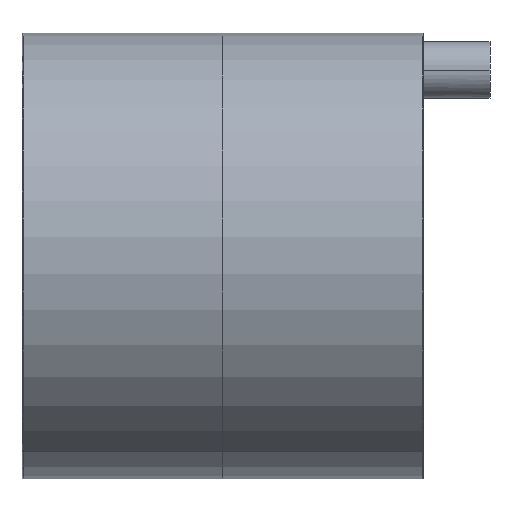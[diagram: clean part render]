
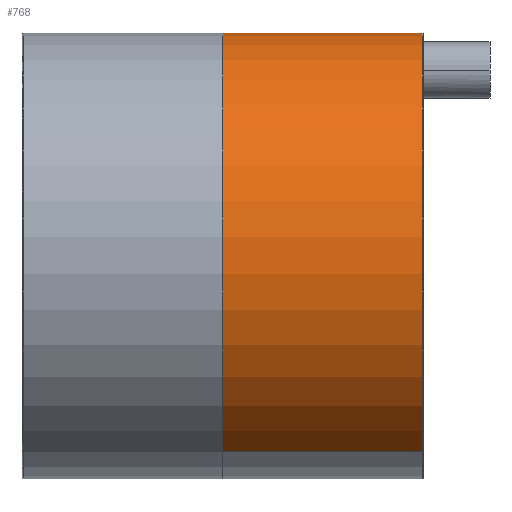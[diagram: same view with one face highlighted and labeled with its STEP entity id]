
A CAD part, left-side view. The second image highlights one B-rep face of the part: STEP entity #768.
In plain terms, the highlighted cylindrical face has radius 1000 mm (diameter 2000 mm), a partial arc.
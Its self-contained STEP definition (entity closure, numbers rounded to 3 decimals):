
#565=AXIS2_PLACEMENT_3D('Cylinder Axis2P3D',#562,#563,#564) ;
#730=AXIS2_PLACEMENT_3D('Circle Axis2P3D',#728,#729,$) ;
#759=AXIS2_PLACEMENT_3D('Circle Axis2P3D',#757,#758,$) ;
#562=CARTESIAN_POINT('Axis2P3D Location',(0.,0.,0.)) ;
#578=CARTESIAN_POINT('Vertex',(-479.426,0.,-877.583)) ;
#599=CARTESIAN_POINT('Vertex',(-479.426,-895.,-877.583)) ;
#602=CARTESIAN_POINT('Line Origine',(-479.426,0.,-877.583)) ;
#728=CARTESIAN_POINT('Axis2P3D Location',(0.,-895.,0.)) ;
#732=CARTESIAN_POINT('Vertex',(0.,-895.,1000.)) ;
#750=CARTESIAN_POINT('Line Origine',(0.,0.,1000.)) ;
#754=CARTESIAN_POINT('Vertex',(0.,0.,1000.)) ;
#757=CARTESIAN_POINT('Axis2P3D Location',(0.,0.,0.)) ;
#563=DIRECTION('Axis2P3D Direction',(0.,1.,0.)) ;
#564=DIRECTION('Axis2P3D XDirection',(0.479,-0.,0.878)) ;
#603=DIRECTION('Vector Direction',(0.,1.,0.)) ;
#729=DIRECTION('Axis2P3D Direction',(-0.,1.,0.)) ;
#751=DIRECTION('Vector Direction',(0.,1.,0.)) ;
#758=DIRECTION('Axis2P3D Direction',(0.,1.,0.)) ;
#604=VECTOR('Line Direction',#603,1.) ;
#752=VECTOR('Line Direction',#751,1.) ;
#763=ORIENTED_EDGE('',*,*,#756,.T.) ;
#764=ORIENTED_EDGE('',*,*,#761,.F.) ;
#765=ORIENTED_EDGE('',*,*,#606,.T.) ;
#766=ORIENTED_EDGE('',*,*,#734,.T.) ;
#768=ADVANCED_FACE('Corps principal',(#767),#566,.T.) ;
#731=CIRCLE('generated circle',#730,1000.) ;
#760=CIRCLE('generated circle',#759,1000.) ;
#566=CYLINDRICAL_SURFACE('generated cylinder',#565,1000.) ;
#606=EDGE_CURVE('',#579,#600,#605,.F.) ;
#734=EDGE_CURVE('',#600,#733,#731,.T.) ;
#756=EDGE_CURVE('',#733,#755,#753,.T.) ;
#761=EDGE_CURVE('',#579,#755,#760,.T.) ;
#762=EDGE_LOOP('',(#763,#764,#765,#766)) ;
#767=FACE_OUTER_BOUND('',#762,.T.) ;
#605=LINE('Line',#602,#604) ;
#753=LINE('Line',#750,#752) ;
#579=VERTEX_POINT('',#578) ;
#600=VERTEX_POINT('',#599) ;
#733=VERTEX_POINT('',#732) ;
#755=VERTEX_POINT('',#754) ;
